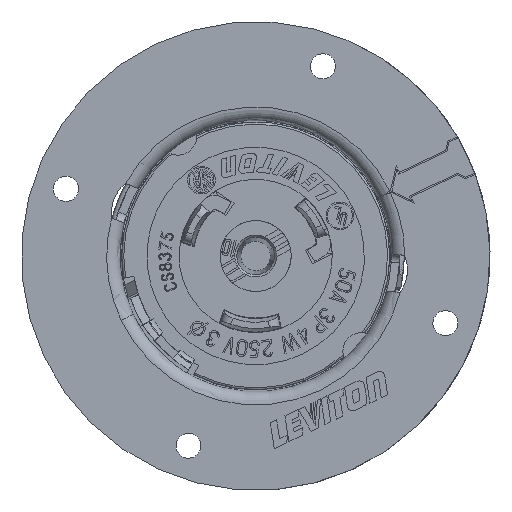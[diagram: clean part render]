
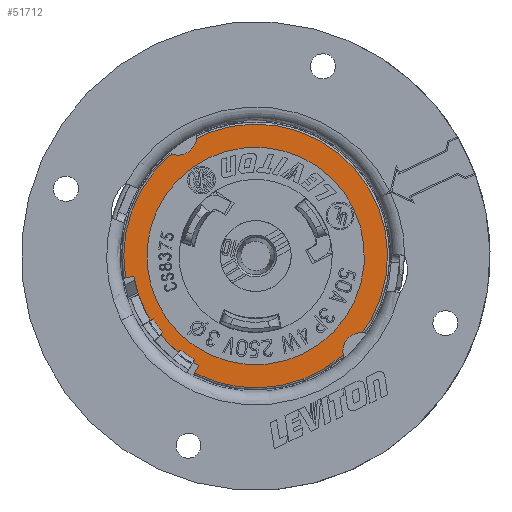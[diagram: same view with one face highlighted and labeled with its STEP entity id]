
A CAD part, left-side view. The second image highlights one B-rep face of the part: STEP entity #51712.
In plain terms, the highlighted planar face has unit normal (-1, 0, 0).
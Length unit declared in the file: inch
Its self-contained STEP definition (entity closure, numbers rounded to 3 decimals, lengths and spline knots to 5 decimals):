
#1900 = AXIS2_PLACEMENT_3D ( 'NONE', #47658, #17753, #18561 ) ;
#1981 = VERTEX_POINT ( 'NONE', #17316 ) ;
#2094 = DIRECTION ( 'NONE',  ( -1., 0., 0. ) ) ;
#2677 = CARTESIAN_POINT ( 'NONE',  ( 0., 0.97149, -0.16583 ) ) ;
#2879 = EDGE_CURVE ( 'NONE', #14485, #2942, #54568, .T. ) ;
#2942 = VERTEX_POINT ( 'NONE', #44223 ) ;
#5415 = CARTESIAN_POINT ( 'NONE',  ( 0., 0.45435, -0.87721 ) ) ;
#7198 = CARTESIAN_POINT ( 'NONE',  ( 0., 0., -0.00326 ) ) ;
#7871 = CARTESIAN_POINT ( 'NONE',  ( 0., 0.35299, 0.91632 ) ) ;
#8859 = VERTEX_POINT ( 'NONE', #2677 ) ;
#9198 = AXIS2_PLACEMENT_3D ( 'NONE', #40569, #2094, #23640 ) ;
#9290 = DIRECTION ( 'NONE',  ( 1., 0., 0. ) ) ;
#9471 = EDGE_CURVE ( 'NONE', #2942, #14485, #31944, .T. ) ;
#10242 = CARTESIAN_POINT ( 'NONE',  ( 0., -0.35299, -0.92283 ) ) ;
#10395 = EDGE_CURVE ( 'NONE', #33748, #1981, #23913, .T. ) ;
#10453 = CARTESIAN_POINT ( 'NONE',  ( 0., 0., -0.00326 ) ) ;
#11990 = EDGE_CURVE ( 'NONE', #42185, #8859, #33710, .T. ) ;
#12891 = PLANE ( 'NONE',  #13250 ) ;
#13250 = AXIS2_PLACEMENT_3D ( 'NONE', #26530, #15575, #19765 ) ;
#14485 = VERTEX_POINT ( 'NONE', #38332 ) ;
#14766 = LINE ( 'NONE', #7198, #25386 ) ;
#15333 = DIRECTION ( 'NONE',  ( 0., -0.986, 0.165 ) ) ;
#15575 = DIRECTION ( 'NONE',  ( -1., 0., 0. ) ) ;
#15661 = ORIENTED_EDGE ( 'NONE', *, *, #23388, .T. ) ;
#17316 = CARTESIAN_POINT ( 'NONE',  ( 0., 0.52223, -0.7631 ) ) ;
#17753 = DIRECTION ( 'NONE',  ( 1., 0., 0. ) ) ;
#17779 = AXIS2_PLACEMENT_3D ( 'NONE', #38283, #26061, #30012 ) ;
#18561 = DIRECTION ( 'NONE',  ( 0., -0.566, 0.824 ) ) ;
#19765 = DIRECTION ( 'NONE',  ( 0., -0.358, -0.934 ) ) ;
#21904 = ORIENTED_EDGE ( 'NONE', *, *, #11990, .T. ) ;
#22633 = CARTESIAN_POINT ( 'NONE',  ( 0., -0.00025, -0.00392 ) ) ;
#22898 = ORIENTED_EDGE ( 'NONE', *, *, #2879, .T. ) ;
#23388 = EDGE_CURVE ( 'NONE', #1981, #52003, #26114, .T. ) ;
#23640 = DIRECTION ( 'NONE',  ( 0., 0.566, -0.824 ) ) ;
#23913 = CIRCLE ( 'NONE', #55099, 0.922 ) ;
#23927 = EDGE_CURVE ( 'NONE', #8859, #33748, #14766, .T. ) ;
#24765 = AXIS2_PLACEMENT_3D ( 'NONE', #47538, #9290, #51962 ) ;
#25386 = VECTOR ( 'NONE', #15333, 39.37008 ) ;
#26061 = DIRECTION ( 'NONE',  ( -1., 0., 0. ) ) ;
#26114 = CIRCLE ( 'NONE', #9198, 0.922 ) ;
#26530 = CARTESIAN_POINT ( 'NONE',  ( 0., 0.70917, -0.39046 ) ) ;
#27501 = CARTESIAN_POINT ( 'NONE',  ( 0., 0.42526, -0.82133 ) ) ;
#29446 = CIRCLE ( 'NONE', #17779, 0.985 ) ;
#30012 = DIRECTION ( 'NONE',  ( 0., -0.358, -0.934 ) ) ;
#30499 = VERTEX_POINT ( 'NONE', #5415 ) ;
#31615 = DIRECTION ( 'NONE',  ( 0., -0.462, 0.887 ) ) ;
#31862 = DIRECTION ( 'NONE',  ( -1., 0., 0. ) ) ;
#31944 = CIRCLE ( 'NONE', #24765, 0.812 ) ;
#32033 = EDGE_CURVE ( 'NONE', #30499, #52003, #43527, .T. ) ;
#32342 = CARTESIAN_POINT ( 'NONE',  ( 0., 0., -0.00326 ) ) ;
#33158 = ORIENTED_EDGE ( 'NONE', *, *, #23927, .T. ) ;
#33163 = DIRECTION ( 'NONE',  ( 0., -0.358, -0.934 ) ) ;
#33710 = CIRCLE ( 'NONE', #40761, 0.985 ) ;
#33748 = VERTEX_POINT ( 'NONE', #37902 ) ;
#34948 = FACE_BOUND ( 'NONE', #53622, .T. ) ;
#37169 = VECTOR ( 'NONE', #31615, 39.37008 ) ;
#37477 = EDGE_CURVE ( 'NONE', #30499, #53655, #41879, .T. ) ;
#37479 = EDGE_LOOP ( 'NONE', ( #21904, #33158, #52413, #15661, #51514, #42347, #53484 ) ) ;
#37902 = CARTESIAN_POINT ( 'NONE',  ( 0., 0.90936, -0.15543 ) ) ;
#38283 = CARTESIAN_POINT ( 'NONE',  ( 0., 0., -0.00326 ) ) ;
#38332 = CARTESIAN_POINT ( 'NONE',  ( 0., 0.45992, -0.67245 ) ) ;
#39811 = DIRECTION ( 'NONE',  ( 0., 0.566, -0.824 ) ) ;
#40569 = CARTESIAN_POINT ( 'NONE',  ( 0., 0., -0.00326 ) ) ;
#40761 = AXIS2_PLACEMENT_3D ( 'NONE', #32342, #49876, #33163 ) ;
#41661 = DIRECTION ( 'NONE',  ( -1., 0., 0. ) ) ;
#41879 = CIRCLE ( 'NONE', #48164, 0.985 ) ;
#42185 = VERTEX_POINT ( 'NONE', #7871 ) ;
#42347 = ORIENTED_EDGE ( 'NONE', *, *, #37477, .T. ) ;
#43527 = LINE ( 'NONE', #22633, #37169 ) ;
#44223 = CARTESIAN_POINT ( 'NONE',  ( 0., -0.45992, 0.66593 ) ) ;
#45890 = DIRECTION ( 'NONE',  ( 0., -0.358, -0.934 ) ) ;
#46840 = ORIENTED_EDGE ( 'NONE', *, *, #9471, .T. ) ;
#46926 = FACE_OUTER_BOUND ( 'NONE', #37479, .T. ) ;
#47538 = CARTESIAN_POINT ( 'NONE',  ( 0., 0., -0.00326 ) ) ;
#47658 = CARTESIAN_POINT ( 'NONE',  ( 0., 0., -0.00326 ) ) ;
#48164 = AXIS2_PLACEMENT_3D ( 'NONE', #10453, #41661, #45890 ) ;
#49876 = DIRECTION ( 'NONE',  ( -1., 0., 0. ) ) ;
#51514 = ORIENTED_EDGE ( 'NONE', *, *, #32033, .F. ) ;
#51712 = ADVANCED_FACE ( 'NONE', ( #34948, #46926 ), #12891, .T. ) ;
#51962 = DIRECTION ( 'NONE',  ( 0., -0.566, 0.824 ) ) ;
#52003 = VERTEX_POINT ( 'NONE', #27501 ) ;
#52228 = EDGE_CURVE ( 'NONE', #53655, #42185, #29446, .T. ) ;
#52413 = ORIENTED_EDGE ( 'NONE', *, *, #10395, .T. ) ;
#53484 = ORIENTED_EDGE ( 'NONE', *, *, #52228, .T. ) ;
#53622 = EDGE_LOOP ( 'NONE', ( #22898, #46840 ) ) ;
#53655 = VERTEX_POINT ( 'NONE', #10242 ) ;
#53883 = CARTESIAN_POINT ( 'NONE',  ( 0., 0., -0.00326 ) ) ;
#54568 = CIRCLE ( 'NONE', #1900, 0.812 ) ;
#55099 = AXIS2_PLACEMENT_3D ( 'NONE', #53883, #31862, #39811 ) ;
